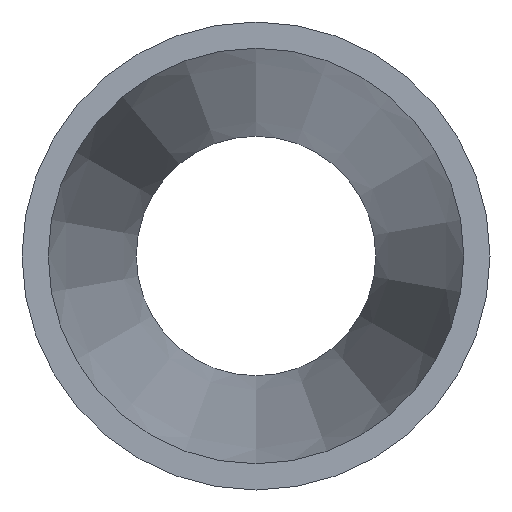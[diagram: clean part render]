
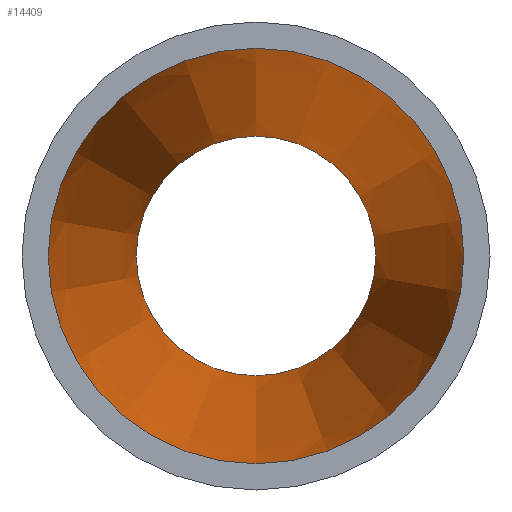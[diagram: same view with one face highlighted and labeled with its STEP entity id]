
A CAD part, front view. The second image highlights one B-rep face of the part: STEP entity #14409.
In plain terms, the highlighted conical face has half-angle 7.607 degrees and reference radius 23.973 mm.
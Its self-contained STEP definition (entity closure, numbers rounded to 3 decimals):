
#2394 = CARTESIAN_POINT ( 'NONE',  ( 0., 76., -13.823 ) ) ;
#2725 = EDGE_CURVE ( 'NONE', #9761, #9761, #12618, .T. ) ;
#4368 = ORIENTED_EDGE ( 'NONE', *, *, #2725, .T. ) ;
#4974 = EDGE_CURVE ( 'NONE', #18380, #18380, #15385, .T. ) ;
#5385 = CARTESIAN_POINT ( 'NONE',  ( 0., 0., 0. ) ) ;
#7633 = CARTESIAN_POINT ( 'NONE',  ( 0., 0., -23.973 ) ) ;
#8701 = DIRECTION ( 'NONE',  ( 0., -1., 0. ) ) ;
#8837 = EDGE_LOOP ( 'NONE', ( #4368 ) ) ;
#8968 = DIRECTION ( 'NONE',  ( 0., -1., 0. ) ) ;
#9761 = VERTEX_POINT ( 'NONE', #7633 ) ;
#10605 = DIRECTION ( 'NONE',  ( 0., 0., -1. ) ) ;
#11777 = AXIS2_PLACEMENT_3D ( 'NONE', #5385, #14280, #13935 ) ;
#12438 = CARTESIAN_POINT ( 'NONE',  ( 0., 0., 0. ) ) ;
#12618 = CIRCLE ( 'NONE', #16759, 23.973 ) ;
#13478 = EDGE_LOOP ( 'NONE', ( #20985 ) ) ;
#13636 = CONICAL_SURFACE ( 'NONE', #11777, 23.973, 0.133 ) ;
#13814 = CARTESIAN_POINT ( 'NONE',  ( 0., 76., 0. ) ) ;
#13935 = DIRECTION ( 'NONE',  ( 0., 0., -1. ) ) ;
#14051 = FACE_OUTER_BOUND ( 'NONE', #8837, .T. ) ;
#14280 = DIRECTION ( 'NONE',  ( 0., -1., 0. ) ) ;
#14409 = ADVANCED_FACE ( 'NONE', ( #23013, #14051 ), #13636, .F. ) ;
#15385 = CIRCLE ( 'NONE', #19872, 13.823 ) ;
#16759 = AXIS2_PLACEMENT_3D ( 'NONE', #12438, #8968, #10605 ) ;
#18380 = VERTEX_POINT ( 'NONE', #2394 ) ;
#19872 = AXIS2_PLACEMENT_3D ( 'NONE', #13814, #8701, #22794 ) ;
#20985 = ORIENTED_EDGE ( 'NONE', *, *, #4974, .F. ) ;
#22794 = DIRECTION ( 'NONE',  ( 0., 0., -1. ) ) ;
#23013 = FACE_BOUND ( 'NONE', #13478, .T. ) ;
